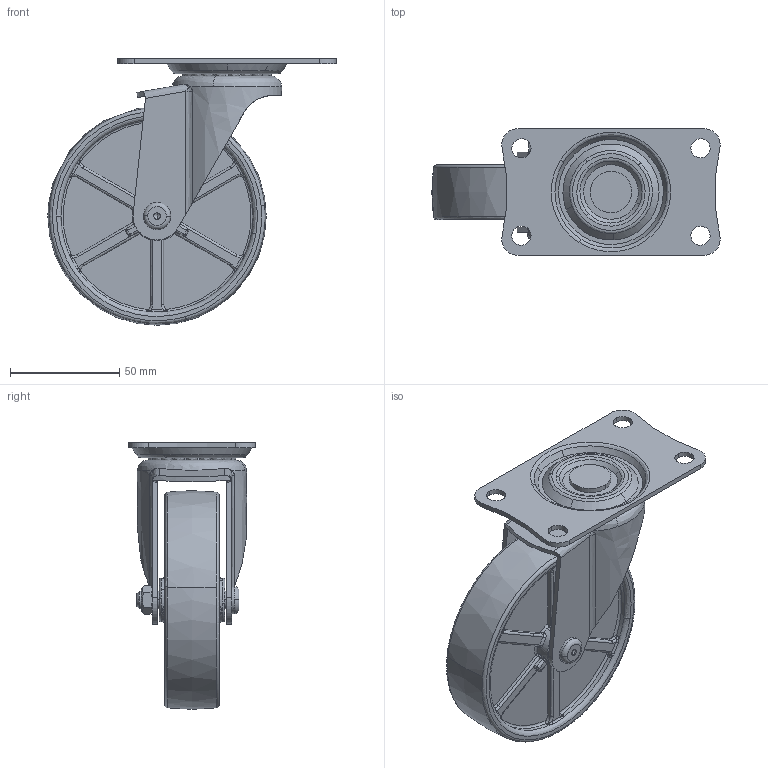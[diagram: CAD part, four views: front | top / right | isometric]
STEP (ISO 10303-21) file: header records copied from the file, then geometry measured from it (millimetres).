
FILE_DESCRIPTION((''),'2;1');
FILE_NAME('','2005-12-15T17:07:34',(''),(''),'','CADfix','');
FILE_SCHEMA(('AUTOMOTIVE_DESIGN'));
Length unit declared in the file: millimetre
Products named in the file (6): body; wheel; mounting plate; main shaft; axle; No_420_E_N100_5_28439_36
Assembly tree (5 placements, depth 2):
  No_420_E_N100_5_28439_36
    body
    wheel
    mounting plate
    main shaft
    axle
Bounding box: 131.98 x 58 x 122 mm (x, y, z)
Volume: 187679.7 mm3; surface area: 62316.3 mm2
Topology: 5 solids, 5 shells, 612 faces, 1715 edges, 1144 vertices
Faces by surface type: bspline 612
Entity records: 35007 total; most frequent: CARTESIAN_POINT 25505, ORIENTED_EDGE 3426, EDGE_CURVE 1713, VERTEX_POINT 1144, EDGE_LOOP 735, FACE_OUTER_BOUND 612, ADVANCED_FACE 612, B_SPLINE_CURVE_WITH_KNOTS 483
